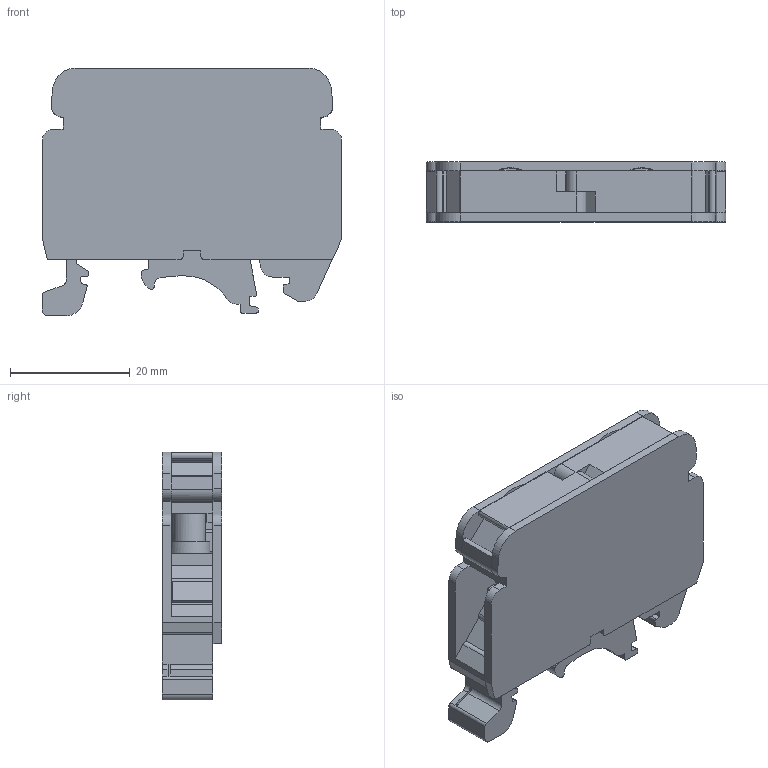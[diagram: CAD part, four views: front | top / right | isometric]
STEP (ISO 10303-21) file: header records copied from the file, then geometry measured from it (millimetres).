
FILE_DESCRIPTION(/* description */ ('Unknown'),/* implementation_level */ '2;1');
FILE_NAME(/* name */ 'KATM3C_3D_SOLID',/* time_stamp */ '2024-12-14T10:21:07+06:00',/* author */ ('Unknown'),/* organization */ ('Unknown'),/* preprocessor_version */ 'ST-DEVELOPER v16.7',/* originating_system */ 'Solid Edge',/* authorisation */ 'Unknown');
FILE_SCHEMA (('AUTOMOTIVE_DESIGN {1 0 10303 214 3 1 1}'));
Length unit declared in the file: millimetre
Products named in the file (1): KATM3C_3D
Bounding box: 50 x 10 x 41.4 mm (x, y, z)
Volume: 12035.7 mm3; surface area: 9069.8 mm2
Topology: 1 solids, 12 shells, 357 faces, 1001 edges, 650 vertices
Faces by surface type: plane 261, cylinder 80, cone 10, sphere 6
Full cylindrical faces by diameter (mm): 1.5 x4, 3 x4, 5.5 x2, 7 x2
Entity records: 13602 total; most frequent: CARTESIAN_POINT 2008, ORIENTED_EDGE 1898, DIRECTION 1864, EDGE_CURVE 949, LINE 716, VECTOR 716, VERTEX_POINT 622, AXIS2_PLACEMENT_3D 574
